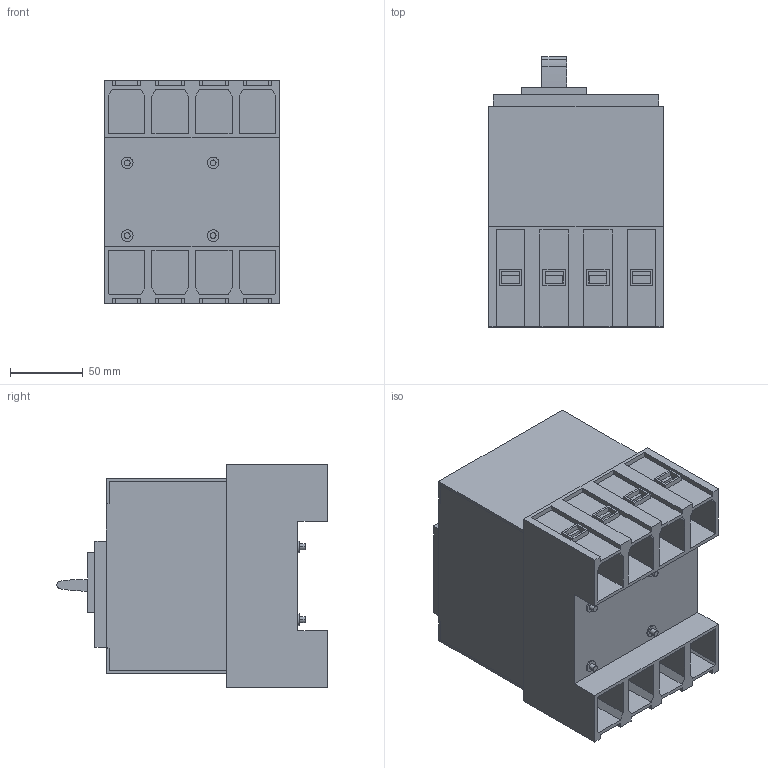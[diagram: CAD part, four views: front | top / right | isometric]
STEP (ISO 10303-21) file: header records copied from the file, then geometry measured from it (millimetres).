
FILE_DESCRIPTION(('CATIA V5 STEP Exchange'),'2;1');
FILE_NAME('1SDH001295R0327_1PA_001_00_XT2_4P_PLUG-IN_FIXING_50MM.stp','2014-11-11T15:26:44+00:00',('none'),('none'),'CATIA Version 5 Release 20 SP 1 (IN-10)','CATIA V5 STEP AP214','none');
FILE_SCHEMA(('AUTOMOTIVE_DESIGN { 1 0 10303 214 1 1 1 1 }'));
Length unit declared in the file: millimetre
Products named in the file (1): 1SDH001295R0327_1PA_001_00_XT2_4P_PLUG-IN_FIXING_50MM
Bounding box: 120 x 185.56 x 153 mm (x, y, z)
Volume: 2243136.3 mm3; surface area: 238849.7 mm2
Topology: 4 solids, 4 shells, 262 faces, 708 edges, 472 vertices
Faces by surface type: plane 241, cylinder 21
Entity records: 7640 total; most frequent: ORIENTED_EDGE 1416, CARTESIAN_POINT 1331, DIRECTION 1008, EDGE_CURVE 708, VECTOR 666, LINE 666, VERTEX_POINT 472, EDGE_LOOP 296
